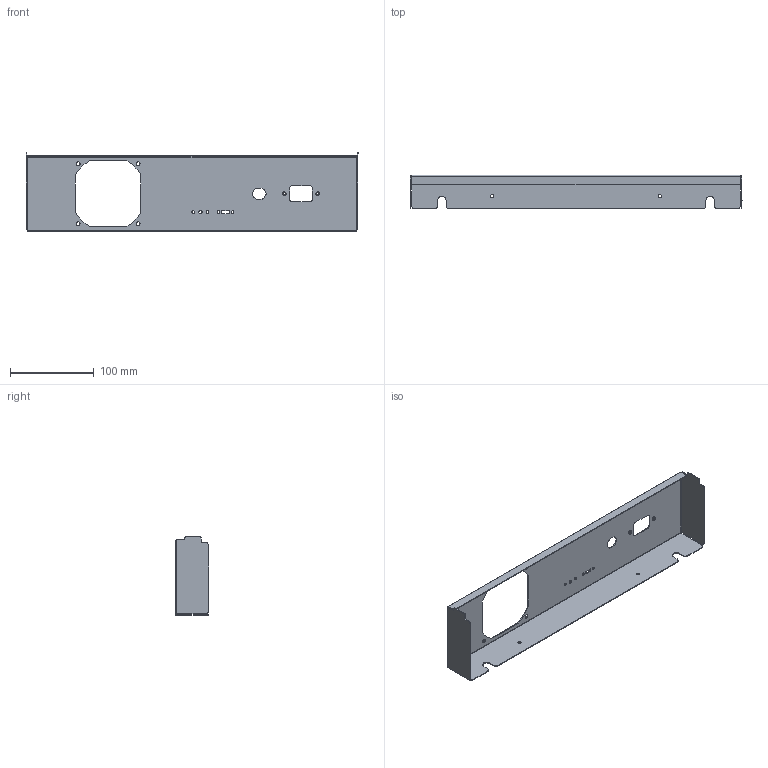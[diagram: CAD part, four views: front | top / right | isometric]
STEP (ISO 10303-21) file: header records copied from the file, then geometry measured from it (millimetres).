
FILE_DESCRIPTION(/* description */ (''),/* implementation_level */ '2;1');
FILE_NAME(/* name */ 'R-Panel',/* time_stamp */ '2024-09-25T18:00:06+09:00',/* author */ (''),/* organization */ (''),/* preprocessor_version */ 'ST-DEVELOPER v19.2',/* originating_system */ 'Rhino 8.11',/* authorisation */ '');
FILE_SCHEMA (('AUTOMOTIVE_DESIGN_CC2'));
Length unit declared in the file: millimetre
Products named in the file (1): Document
Bounding box: 396 x 40 x 94 mm (x, y, z)
Volume: 54591.3 mm3; surface area: 111042.8 mm2
Topology: 1 solids, 1 shells, 128 faces, 372 edges, 248 vertices
Faces by surface type: cylinder 72, plane 56
Entity records: 4416 total; most frequent: CARTESIAN_POINT 1265, ORIENTED_EDGE 744, DIRECTION 419, EDGE_CURVE 372, AXIS2_PLACEMENT_3D 273, VERTEX_POINT 248, B_SPLINE_CURVE_WITH_KNOTS 196, EDGE_LOOP 164
